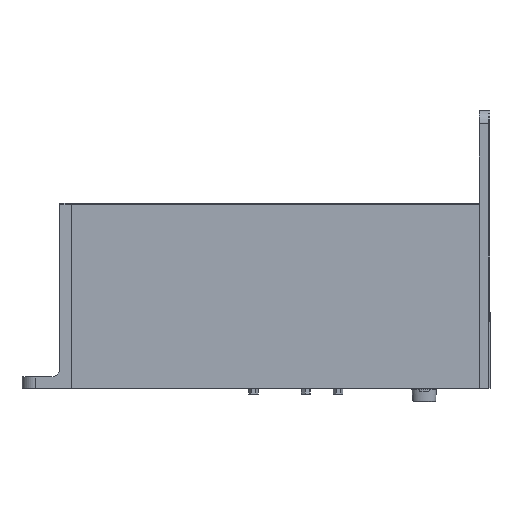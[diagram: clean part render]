
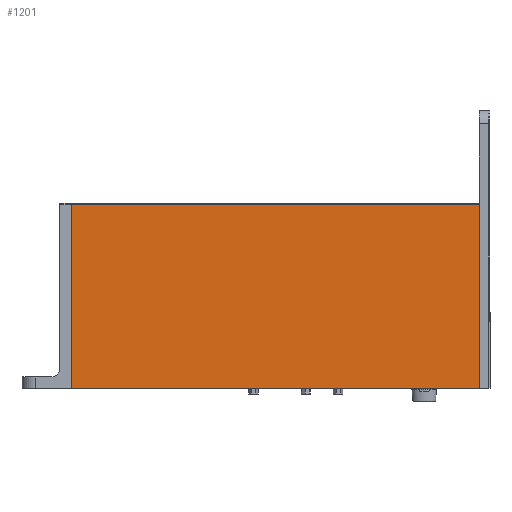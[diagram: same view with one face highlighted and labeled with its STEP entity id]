
A CAD part, front view. The second image highlights one B-rep face of the part: STEP entity #1201.
In plain terms, the highlighted planar face has unit normal (0, -1, 0).
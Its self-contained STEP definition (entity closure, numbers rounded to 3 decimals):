
#487 = VERTEX_POINT ( 'NONE', #17984 ) ;
#675 = LINE ( 'NONE', #11026, #5428 ) ;
#950 = AXIS2_PLACEMENT_3D ( 'NONE', #11725, #17608, #15696 ) ;
#1111 = VECTOR ( 'NONE', #8685, 1000. ) ;
#1201 = ADVANCED_FACE ( 'NONE', ( #9591 ), #24028, .T. ) ;
#2937 = ORIENTED_EDGE ( 'NONE', *, *, #16909, .T. ) ;
#4397 = LINE ( 'NONE', #12638, #9938 ) ;
#5428 = VECTOR ( 'NONE', #14969, 1000. ) ;
#6320 = VECTOR ( 'NONE', #21399, 1000. ) ;
#7262 = EDGE_CURVE ( 'NONE', #7637, #11206, #675, .T. ) ;
#7637 = VERTEX_POINT ( 'NONE', #8673 ) ;
#7928 = EDGE_CURVE ( 'NONE', #11206, #24017, #23687, .T. ) ;
#8673 = CARTESIAN_POINT ( 'NONE',  ( -214.7, -21., 0. ) ) ;
#8685 = DIRECTION ( 'NONE',  ( -1., 0., 0. ) ) ;
#9121 = ORIENTED_EDGE ( 'NONE', *, *, #7928, .T. ) ;
#9591 = FACE_OUTER_BOUND ( 'NONE', #16011, .T. ) ;
#9938 = VECTOR ( 'NONE', #16437, 1000. ) ;
#10690 = CARTESIAN_POINT ( 'NONE',  ( 0., -21., 111.7 ) ) ;
#11026 = CARTESIAN_POINT ( 'NONE',  ( -214.7, -21., 0. ) ) ;
#11206 = VERTEX_POINT ( 'NONE', #25419 ) ;
#11725 = CARTESIAN_POINT ( 'NONE',  ( 0., -21., 0. ) ) ;
#12638 = CARTESIAN_POINT ( 'NONE',  ( -214.7, -21., 112.7 ) ) ;
#13174 = CARTESIAN_POINT ( 'NONE',  ( 33.5, -21., 0. ) ) ;
#14297 = ORIENTED_EDGE ( 'NONE', *, *, #7262, .T. ) ;
#14969 = DIRECTION ( 'NONE',  ( 1., 0., 0. ) ) ;
#15696 = DIRECTION ( 'NONE',  ( 0., 0., -1. ) ) ;
#16011 = EDGE_LOOP ( 'NONE', ( #9121, #16664, #2937, #14297 ) ) ;
#16410 = CARTESIAN_POINT ( 'NONE',  ( 33.5, -21., 111.7 ) ) ;
#16437 = DIRECTION ( 'NONE',  ( 0., 0., -1. ) ) ;
#16664 = ORIENTED_EDGE ( 'NONE', *, *, #25770, .T. ) ;
#16804 = LINE ( 'NONE', #10690, #1111 ) ;
#16909 = EDGE_CURVE ( 'NONE', #487, #7637, #4397, .T. ) ;
#17608 = DIRECTION ( 'NONE',  ( 0., -1., 0. ) ) ;
#17984 = CARTESIAN_POINT ( 'NONE',  ( -214.7, -21., 111.7 ) ) ;
#21399 = DIRECTION ( 'NONE',  ( 0., 0., 1. ) ) ;
#23687 = LINE ( 'NONE', #13174, #6320 ) ;
#24017 = VERTEX_POINT ( 'NONE', #16410 ) ;
#24028 = PLANE ( 'NONE',  #950 ) ;
#25419 = CARTESIAN_POINT ( 'NONE',  ( 33.5, -21., 0. ) ) ;
#25770 = EDGE_CURVE ( 'NONE', #24017, #487, #16804, .T. ) ;
